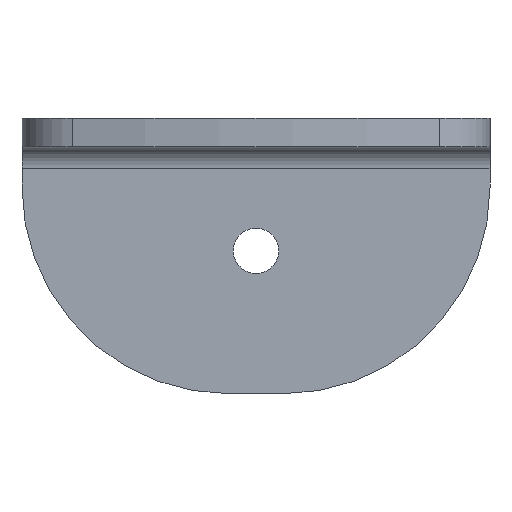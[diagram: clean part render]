
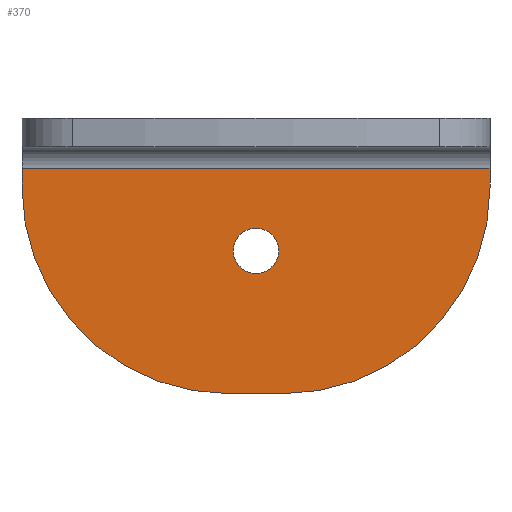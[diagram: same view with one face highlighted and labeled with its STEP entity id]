
A CAD part, front view. The second image highlights one B-rep face of the part: STEP entity #370.
In plain terms, the highlighted planar face has unit normal (0, -1, 0).
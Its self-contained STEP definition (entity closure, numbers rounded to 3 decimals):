
#15=FACE_BOUND('',#60,.T.);
#24=PLANE('',#410);
#37=FACE_OUTER_BOUND('',#59,.T.);
#59=EDGE_LOOP('',(#264,#265,#266,#267,#268,#269));
#60=EDGE_LOOP('',(#270));
#89=LINE('',#585,#119);
#92=LINE('',#591,#122);
#93=LINE('',#595,#123);
#94=LINE('',#596,#124);
#119=VECTOR('',#466,2.476);
#122=VECTOR('',#471,10.);
#123=VECTOR('',#474,2.476);
#124=VECTOR('',#475,10.);
#147=CIRCLE('',#405,1.65);
#149=CIRCLE('',#408,15.);
#150=CIRCLE('',#411,15.);
#169=VERTEX_POINT('',#571);
#172=VERTEX_POINT('',#578);
#173=VERTEX_POINT('',#580);
#174=VERTEX_POINT('',#584);
#176=VERTEX_POINT('',#590);
#177=VERTEX_POINT('',#592);
#178=VERTEX_POINT('',#594);
#202=EDGE_CURVE('',#169,#169,#147,.T.);
#205=EDGE_CURVE('',#172,#173,#149,.T.);
#207=EDGE_CURVE('',#173,#174,#89,.T.);
#210=EDGE_CURVE('',#172,#176,#92,.T.);
#211=EDGE_CURVE('',#177,#176,#150,.T.);
#212=EDGE_CURVE('',#177,#178,#93,.T.);
#213=EDGE_CURVE('',#178,#174,#94,.T.);
#264=ORIENTED_EDGE('',*,*,#205,.F.);
#265=ORIENTED_EDGE('',*,*,#210,.T.);
#266=ORIENTED_EDGE('',*,*,#211,.F.);
#267=ORIENTED_EDGE('',*,*,#212,.T.);
#268=ORIENTED_EDGE('',*,*,#213,.T.);
#269=ORIENTED_EDGE('',*,*,#207,.F.);
#270=ORIENTED_EDGE('',*,*,#202,.T.);
#370=ADVANCED_FACE('',(#37,#15),#24,.F.);
#405=AXIS2_PLACEMENT_3D('',#573,#454,#455);
#408=AXIS2_PLACEMENT_3D('',#581,#461,#462);
#410=AXIS2_PLACEMENT_3D('',#589,#469,#470);
#411=AXIS2_PLACEMENT_3D('',#593,#472,#473);
#454=DIRECTION('center_axis',(0.,1.,0.));
#455=DIRECTION('ref_axis',(-1.,0.,0.));
#461=DIRECTION('center_axis',(0.,1.,0.));
#462=DIRECTION('ref_axis',(-0.707,0.,-0.707));
#466=DIRECTION('',(0.,0.,1.));
#469=DIRECTION('center_axis',(0.,1.,0.));
#470=DIRECTION('ref_axis',(1.,0.,0.));
#471=DIRECTION('',(1.,0.,0.));
#472=DIRECTION('center_axis',(0.,1.,0.));
#473=DIRECTION('ref_axis',(0.707,0.,-0.707));
#474=DIRECTION('',(0.,0.,1.));
#475=DIRECTION('',(-1.,0.,0.));
#571=CARTESIAN_POINT('',(1.65,-33.56,-130.525));
#573=CARTESIAN_POINT('Origin',(0.,-33.56,
-130.525));
#578=CARTESIAN_POINT('',(-2.,-33.56,-140.895));
#580=CARTESIAN_POINT('',(-17.,-33.56,-125.895));
#581=CARTESIAN_POINT('Origin',(-2.,-33.56,-125.895));
#584=CARTESIAN_POINT('',(-17.,-33.56,-124.525));
#585=CARTESIAN_POINT('',(-17.,-33.56,-116.745));
#589=CARTESIAN_POINT('Origin',(0.,-33.56,
-130.765));
#590=CARTESIAN_POINT('',(2.,-33.56,-140.895));
#591=CARTESIAN_POINT('',(-17.,-33.56,-140.895));
#592=CARTESIAN_POINT('',(17.,-33.56,-125.895));
#593=CARTESIAN_POINT('Origin',(2.,-33.56,-125.895));
#594=CARTESIAN_POINT('',(17.,-33.56,-124.525));
#595=CARTESIAN_POINT('',(17.,-33.56,-116.745));
#596=CARTESIAN_POINT('',(0.,-33.56,-124.525));
